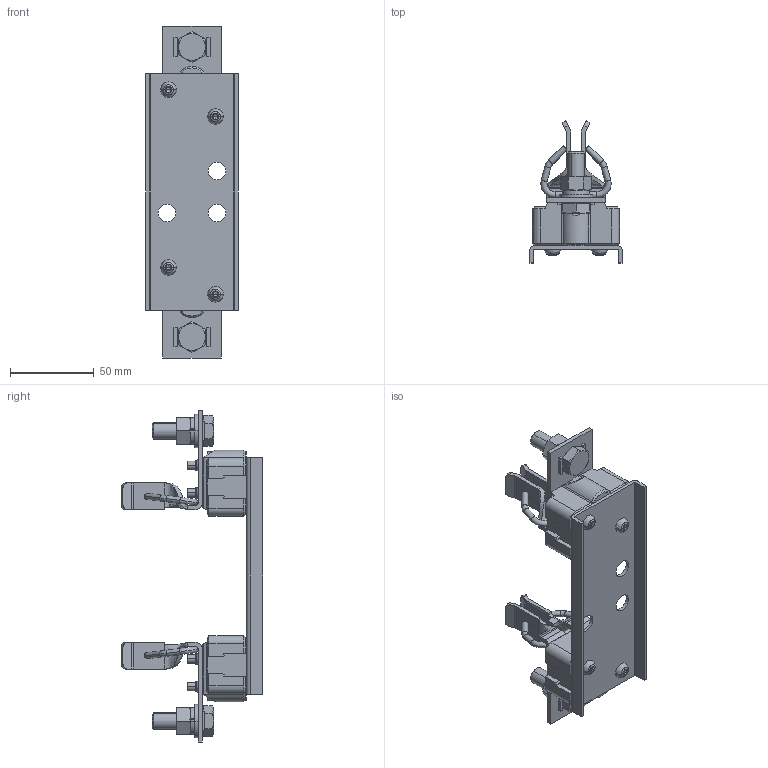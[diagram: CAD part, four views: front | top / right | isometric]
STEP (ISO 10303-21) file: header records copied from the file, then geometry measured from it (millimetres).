
FILE_DESCRIPTION((''),'2;1');
FILE_NAME('PK1_DIM','2016-12-01T',('janez.tomelj'),('Audax d.o.o.'),'CREO PARAMETRIC BY PTC INC, 2015290','CREO PARAMETRIC BY PTC INC, 2015290','');
FILE_SCHEMA(('CONFIG_CONTROL_DESIGN'));
Products named in the file (1): PK1_DIM
Bounding box: 55 x 84.5 x 198 mm (x, y, z)
Volume: 138728.2 mm3; surface area: 49776.7 mm2
Topology: 3 solids, 5 shells, 774 faces, 1856 edges, 1114 vertices
Faces by surface type: plane 398, cylinder 192, cone 106, torus 32, bspline 30, sphere 16
Entity records: 43403 total; most frequent: CARTESIAN_POINT 25567, DIRECTION 3738, ORIENTED_EDGE 3696, EDGE_CURVE 1848, AXIS2_PLACEMENT_3D 1372, VERTEX_POINT 1114, VECTOR 994, LINE 994
